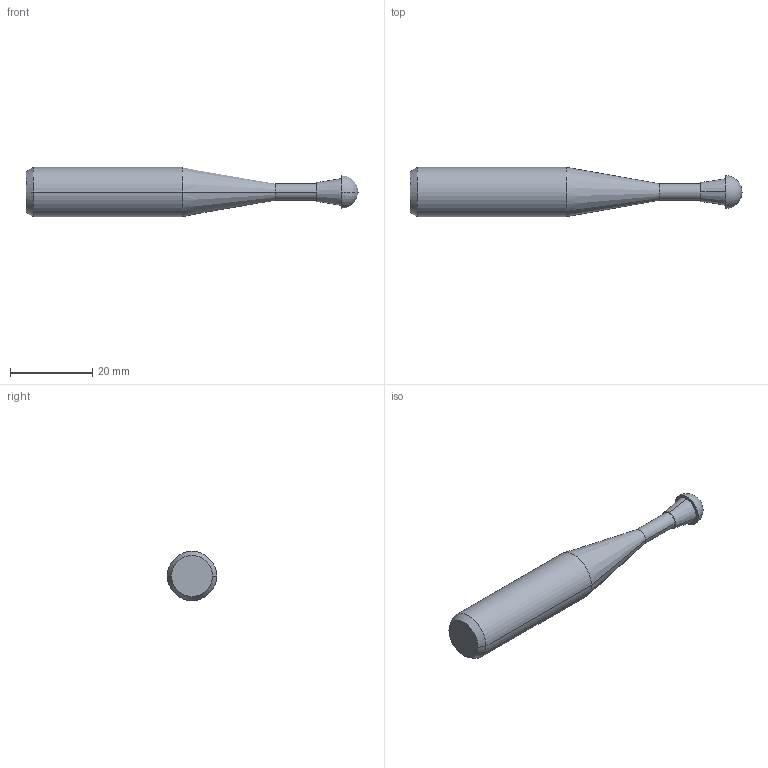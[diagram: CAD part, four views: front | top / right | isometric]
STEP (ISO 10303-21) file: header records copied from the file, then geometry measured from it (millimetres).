
FILE_DESCRIPTION (( 'STEP AP214' ), '1' );
FILE_NAME ('TA-00035.STEP', '2026-03-17T09:44:50', ( '' ), ( '' ), 'SwSTEP 2.0', 'SolidWorks 2023', '' );
FILE_SCHEMA (( 'AUTOMOTIVE_DESIGN' ));
Length unit declared in the file: millimetre
Products named in the file (5): VP-00017; TA-00035; TR-00003; VT-00002; VR-00003_WO_CAP
Assembly tree (4 placements, depth 3):
  TA-00035
    VR-00003_WO_CAP
      VT-00002
      TR-00003
    VP-00017
Bounding box: 80.75 x 12 x 12 mm (x, y, z)
Volume: 5909.3 mm3; surface area: 2752.4 mm2
Topology: 3 solids, 3 shells, 42 faces, 98 edges, 57 vertices
Faces by surface type: cylinder 16, cone 10, sphere 10, plane 6
Entity records: 1241 total; most frequent: DIRECTION 238, CARTESIAN_POINT 183, ORIENTED_EDGE 164, AXIS2_PLACEMENT_3D 106, EDGE_CURVE 82, CIRCLE 56, VERTEX_POINT 51, EDGE_LOOP 47
